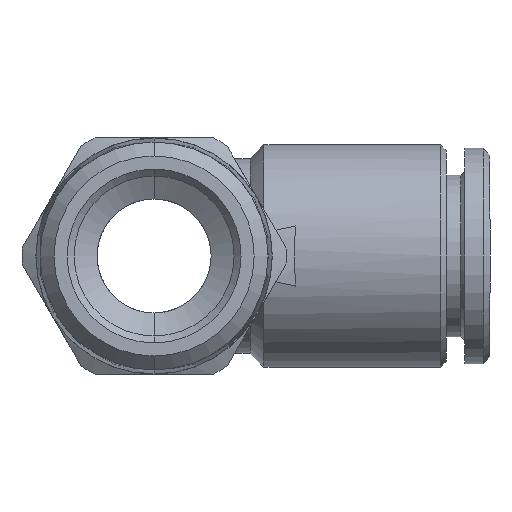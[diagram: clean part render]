
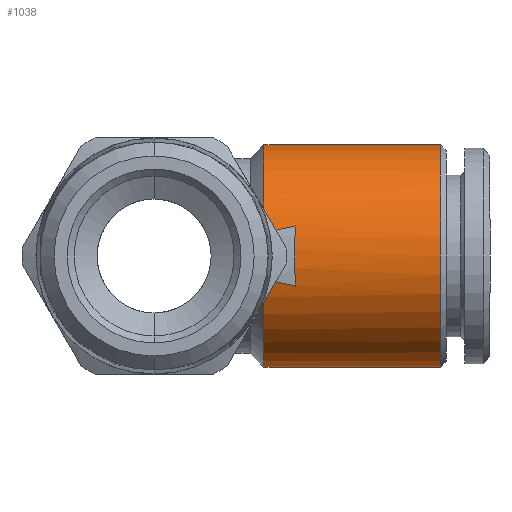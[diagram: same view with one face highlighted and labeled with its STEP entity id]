
A CAD part, front view. The second image highlights one B-rep face of the part: STEP entity #1038.
In plain terms, the highlighted cylindrical face has radius 8 mm (diameter 16 mm), a partial arc.
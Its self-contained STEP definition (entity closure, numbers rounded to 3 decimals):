
#505 = EDGE_CURVE ( 'NONE', #555, #508, #1470, .T. ) ;
#508 = VERTEX_POINT ( 'NONE', #1519 ) ;
#527 = EDGE_CURVE ( 'NONE', #719, #715, #1545, .T. ) ;
#555 = VERTEX_POINT ( 'NONE', #1525 ) ;
#644 = EDGE_CURVE ( 'NONE', #715, #645, #1886, .T. ) ;
#645 = VERTEX_POINT ( 'NONE', #2110 ) ;
#684 = VERTEX_POINT ( 'NONE', #2245 ) ;
#715 = VERTEX_POINT ( 'NONE', #2396 ) ;
#719 = VERTEX_POINT ( 'NONE', #2400 ) ;
#733 = VERTEX_POINT ( 'NONE', #2501 ) ;
#735 = EDGE_CURVE ( 'NONE', #684, #733, #2493, .T. ) ;
#897 = EDGE_LOOP ( 'NONE', ( #968, #965, #967, #914, #917, #974, #966, #964 ) ) ;
#910 = EDGE_CURVE ( 'NONE', #719, #684, #3719, .T. ) ;
#914 = ORIENTED_EDGE ( 'NONE', *, *, #1001, .F. ) ;
#917 = ORIENTED_EDGE ( 'NONE', *, *, #918, .F. ) ;
#918 = EDGE_CURVE ( 'NONE', #508, #920, #3721, .T. ) ;
#920 = VERTEX_POINT ( 'NONE', #3148 ) ;
#964 = ORIENTED_EDGE ( 'NONE', *, *, #644, .F. ) ;
#965 = ORIENTED_EDGE ( 'NONE', *, *, #910, .T. ) ;
#966 = ORIENTED_EDGE ( 'NONE', *, *, #973, .T. ) ;
#967 = ORIENTED_EDGE ( 'NONE', *, *, #735, .T. ) ;
#968 = ORIENTED_EDGE ( 'NONE', *, *, #527, .F. ) ;
#973 = EDGE_CURVE ( 'NONE', #555, #645, #3239, .T. ) ;
#974 = ORIENTED_EDGE ( 'NONE', *, *, #505, .F. ) ;
#1001 = EDGE_CURVE ( 'NONE', #920, #733, #3270, .T. ) ;
#1038 = ADVANCED_FACE ( 'NONE', ( #3330 ), #3174, .T. ) ;
#1443 = CARTESIAN_POINT ( 'NONE',  ( 10.17, -7.702, 2.162 ) ) ;
#1470 = B_SPLINE_CURVE_WITH_KNOTS ( 'NONE', 3,
 ( #1489, #1488, #1487, #1486, #1485, #1484, #1483, #1443 ),
 .UNSPECIFIED., .F., .F.,
 ( 4, 2, 2, 4 ),
 ( 0.001, 0.002, 0.003, 0.005 ),
 .UNSPECIFIED. ) ;
#1483 = CARTESIAN_POINT ( 'NONE',  ( 10.118, -7.9, 1.456 ) ) ;
#1484 = CARTESIAN_POINT ( 'NONE',  ( 10.1, -8., 0.736 ) ) ;
#1485 = CARTESIAN_POINT ( 'NONE',  ( 10.1, -8., -0.366 ) ) ;
#1486 = CARTESIAN_POINT ( 'NONE',  ( 10.105, -7.975, -0.734 ) ) ;
#1487 = CARTESIAN_POINT ( 'NONE',  ( 10.127, -7.875, -1.455 ) ) ;
#1488 = CARTESIAN_POINT ( 'NONE',  ( 10.144, -7.801, -1.811 ) ) ;
#1489 = CARTESIAN_POINT ( 'NONE',  ( 10.17, -7.702, -2.162 ) ) ;
#1519 = CARTESIAN_POINT ( 'NONE',  ( 10.17, -7.702, 2.162 ) ) ;
#1525 = CARTESIAN_POINT ( 'NONE',  ( 10.17, -7.702, -2.162 ) ) ;
#1537 = DIRECTION ( 'NONE',  ( -1., 0., 0. ) ) ;
#1545 = LINE ( 'NONE', #1566, #1546 ) ;
#1546 = VECTOR ( 'NONE', #1537, 1000. ) ;
#1566 = CARTESIAN_POINT ( 'NONE',  ( 0., 0., -8. ) ) ;
#1884 = AXIS2_PLACEMENT_3D ( 'NONE', #1964, #1979, #1965 ) ;
#1886 = CIRCLE ( 'NONE', #1884, 8. ) ;
#1964 = CARTESIAN_POINT ( 'NONE',  ( 7.9, 0., 0. ) ) ;
#1965 = DIRECTION ( 'NONE',  ( 0., 0., 1. ) ) ;
#1979 = DIRECTION ( 'NONE',  ( -1., 0., 0. ) ) ;
#2110 = CARTESIAN_POINT ( 'NONE',  ( 7.9, -7.822, -1.679 ) ) ;
#2245 = CARTESIAN_POINT ( 'NONE',  ( 20.6, 0., 8. ) ) ;
#2396 = CARTESIAN_POINT ( 'NONE',  ( 7.9, 0., -8. ) ) ;
#2400 = CARTESIAN_POINT ( 'NONE',  ( 20.6, 0., -8. ) ) ;
#2490 = DIRECTION ( 'NONE',  ( -1., 0., 0. ) ) ;
#2491 = VECTOR ( 'NONE', #2490, 1000. ) ;
#2492 = CARTESIAN_POINT ( 'NONE',  ( 0., 0., 8. ) ) ;
#2493 = LINE ( 'NONE', #2492, #2491 ) ;
#2501 = CARTESIAN_POINT ( 'NONE',  ( 7.9, 0., 8. ) ) ;
#3141 = CARTESIAN_POINT ( 'NONE',  ( 7.9, -7.822, 1.679 ) ) ;
#3142 = CARTESIAN_POINT ( 'NONE',  ( 8.662, -7.787, 1.841 ) ) ;
#3144 = CARTESIAN_POINT ( 'NONE',  ( 9.42, -7.747, 2.002 ) ) ;
#3145 = CARTESIAN_POINT ( 'NONE',  ( 10.17, -7.702, 2.162 ) ) ;
#3148 = CARTESIAN_POINT ( 'NONE',  ( 7.9, -7.822, 1.679 ) ) ;
#3174 = CYLINDRICAL_SURFACE ( 'NONE', #3242, 8. ) ;
#3234 = CARTESIAN_POINT ( 'NONE',  ( 7.9, -7.822, -1.679 ) ) ;
#3235 = CARTESIAN_POINT ( 'NONE',  ( 8.662, -7.787, -1.841 ) ) ;
#3236 = CARTESIAN_POINT ( 'NONE',  ( 9.42, -7.747, -2.002 ) ) ;
#3237 = CARTESIAN_POINT ( 'NONE',  ( 10.17, -7.702, -2.162 ) ) ;
#3238 = DIRECTION ( 'NONE',  ( 0., 0., 1. ) ) ;
#3239 =( BOUNDED_CURVE ( )  B_SPLINE_CURVE ( 3, ( #3237, #3236, #3235, #3234 ),
 .UNSPECIFIED., .F., .F. ) 
 B_SPLINE_CURVE_WITH_KNOTS ( ( 4, 4 ),
 ( 4.439, 4.501 ),
 .UNSPECIFIED. ) 
 CURVE ( )  GEOMETRIC_REPRESENTATION_ITEM ( )  RATIONAL_B_SPLINE_CURVE ( ( 1., 1., 1., 1. ) ) 
 REPRESENTATION_ITEM ( '' )  );
#3240 = DIRECTION ( 'NONE',  ( -1., 0., 0. ) ) ;
#3241 = CARTESIAN_POINT ( 'NONE',  ( 0., 0., 0. ) ) ;
#3242 = AXIS2_PLACEMENT_3D ( 'NONE', #3241, #3240, #3238 ) ;
#3266 = AXIS2_PLACEMENT_3D ( 'NONE', #3268, #3267, #3275 ) ;
#3267 = DIRECTION ( 'NONE',  ( -1., 0., 0. ) ) ;
#3268 = CARTESIAN_POINT ( 'NONE',  ( 7.9, 0., 0. ) ) ;
#3270 = CIRCLE ( 'NONE', #3266, 8. ) ;
#3275 = DIRECTION ( 'NONE',  ( 0., 0., 1. ) ) ;
#3330 = FACE_OUTER_BOUND ( 'NONE', #897, .T. ) ;
#3719 = CIRCLE ( 'NONE', #3732, 8. ) ;
#3721 =( BOUNDED_CURVE ( )  B_SPLINE_CURVE ( 3, ( #3145, #3144, #3142, #3141 ),
 .UNSPECIFIED., .F., .T. ) 
 B_SPLINE_CURVE_WITH_KNOTS ( ( 4, 4 ),
 ( 4.439, 4.501 ),
 .UNSPECIFIED. ) 
 CURVE ( )  GEOMETRIC_REPRESENTATION_ITEM ( )  RATIONAL_B_SPLINE_CURVE ( ( 1., 1., 1., 1. ) ) 
 REPRESENTATION_ITEM ( '' )  );
#3726 = CARTESIAN_POINT ( 'NONE',  ( 20.6, 0., 0. ) ) ;
#3732 = AXIS2_PLACEMENT_3D ( 'NONE', #3726, #3735, #3734 ) ;
#3734 = DIRECTION ( 'NONE',  ( 0., 0., 1. ) ) ;
#3735 = DIRECTION ( 'NONE',  ( -1., 0., 0. ) ) ;
